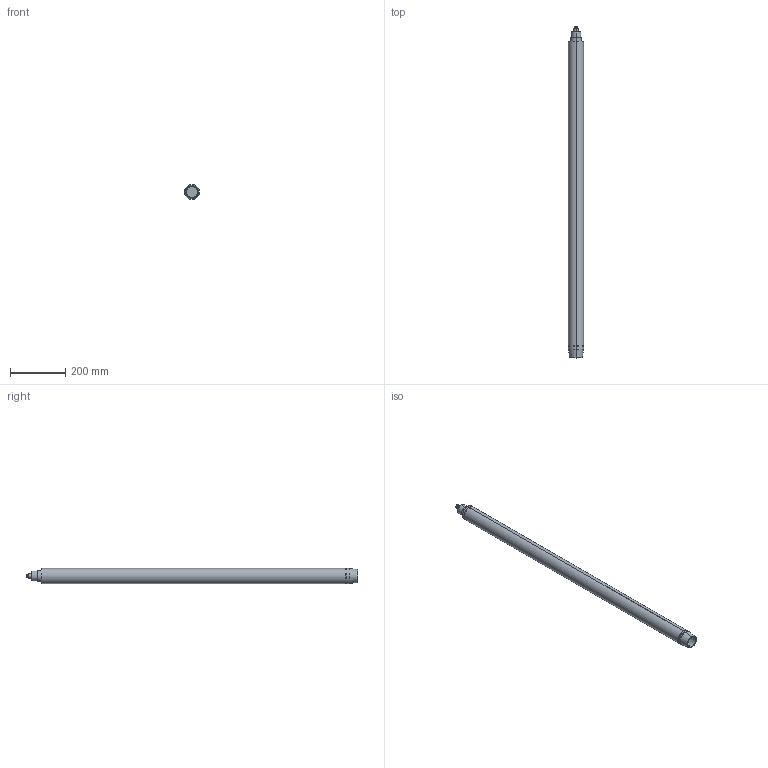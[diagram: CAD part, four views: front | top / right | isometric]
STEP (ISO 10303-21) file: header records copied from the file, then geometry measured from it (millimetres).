
FILE_DESCRIPTION (( 'STEP AP214' ), '1' );
FILE_NAME ('M1378 Gen 1 Boat Tail.STEP', '2023-10-20T01:35:21', ( '' ), ( '' ), 'SwSTEP 2.0', 'SolidWorks 2023', '' );
FILE_SCHEMA (( 'AUTOMOTIVE_DESIGN' ));
Length unit declared in the file: inch
Products named in the file (3): M1378 Gen 1 Boat Tail; Motor Case_Boattail; forward closure
Assembly tree (2 placements, depth 2):
  M1378 Gen 1 Boat Tail
    Motor Case_Boattail
    forward closure
Bounding box: 54.23 x 1197.31 x 54.23 mm (x, y, z)
Volume: 523356.7 mm3; surface area: 384554.7 mm2
Topology: 2 solids, 2 shells, 57 faces, 112 edges, 72 vertices
Faces by surface type: cylinder 32, plane 17, cone 4, torus 4
Entity records: 1600 total; most frequent: DIRECTION 312, CARTESIAN_POINT 246, ORIENTED_EDGE 224, AXIS2_PLACEMENT_3D 138, EDGE_CURVE 112, CIRCLE 76, EDGE_LOOP 72, VERTEX_POINT 72
